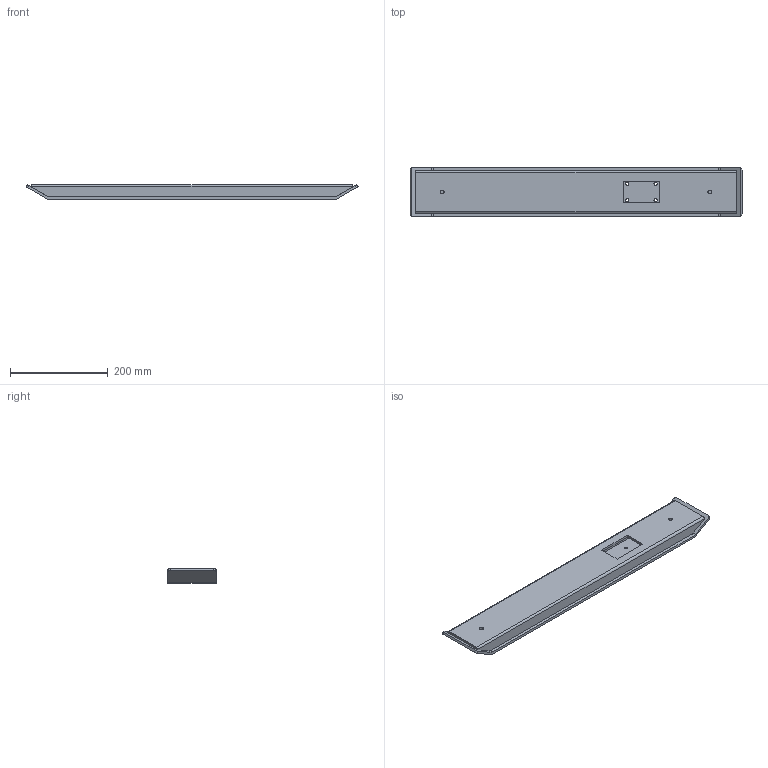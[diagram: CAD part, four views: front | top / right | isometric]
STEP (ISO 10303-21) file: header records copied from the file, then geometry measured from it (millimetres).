
FILE_DESCRIPTION((''),'2;1');
FILE_NAME('JC35TS-0564','2021-01-06T16:06:14',('sa'),('捷昌驱动'),'CREO PARAMETRIC BY PTC INC, 2018100','CREO PARAMETRIC BY PTC INC, 2018100','');
FILE_SCHEMA(('CONFIG_CONTROL_DESIGN'));
Length unit declared in the file: millimetre
Products named in the file (1): JC35TS-0564
Bounding box: 680 x 100 x 30 mm (x, y, z)
Volume: 737663 mm3; surface area: 294961.1 mm2
Topology: 1 solids, 5 shells, 60 faces, 178 edges, 120 vertices
Faces by surface type: cylinder 34, plane 26
Entity records: 2121 total; most frequent: CARTESIAN_POINT 375, DIRECTION 368, ORIENTED_EDGE 340, EDGE_CURVE 178, AXIS2_PLACEMENT_3D 133, VERTEX_POINT 120, VECTOR 102, LINE 102
